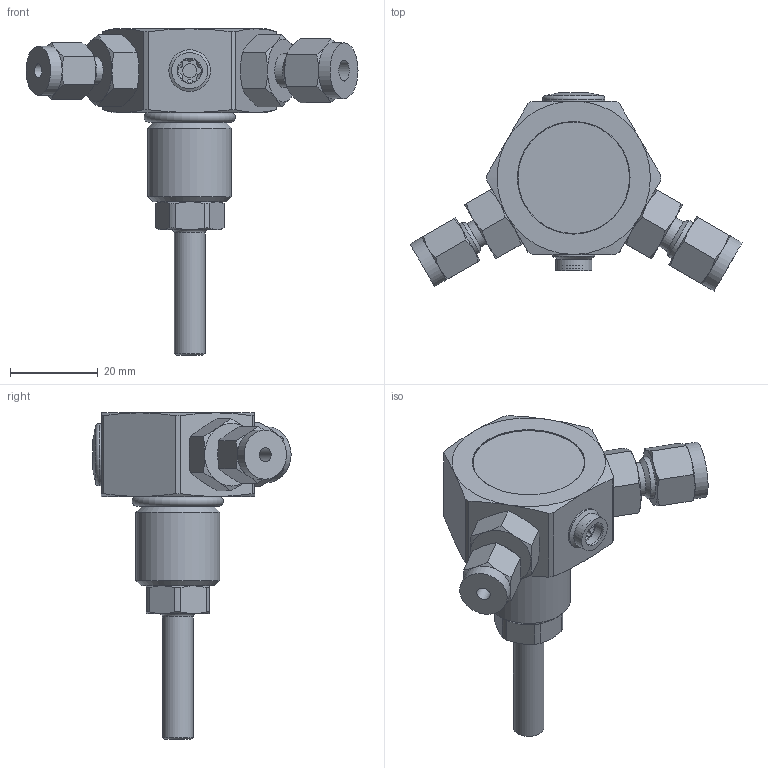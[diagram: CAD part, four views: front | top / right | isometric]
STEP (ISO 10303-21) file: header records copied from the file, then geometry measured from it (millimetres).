
FILE_DESCRIPTION(('STEP AP214'),'1');
FILE_NAME('00MAN-0022-00 (MH LPM-75 CFF-480 High Pressure Manifold).stp','2024-03-28T20:12:42',(' '),(' '),'Spatial InterOp 3D',' ',' ');
FILE_SCHEMA(('AUTOMOTIVE_DESIGN { 1 0 10303 214 1 1 1 1 }'));
Length unit declared in the file: inch
Products named in the file (17): 00MAN-0022-00 (MH LPM-75 CFF-480 High Pressure Manifold); 00MAN-0020-00$-2 (Low Profile Cylinder Manifold (LPM), SAE-8M + 3xSAE-4Fx120° + HPRD); 00HDW-0108-00 (SAE-4M x 1/8" Tube Adapter, Brass); 00HDW-0110-00 (SAE-4M x 3/16" Tube Adapter, Brass); Plug; 19035-0004-00 (SAE-4M Port Plug); #606; Burst Plug Holder Template, CG-4 Rupture-Disk type, Straight Vent) [Sherwood 6513-MF-xx]; Rupture Disk; Plastic Gasket Seal; CG-4 [Black] Color-Code Ring; Dip Tube; 00IPR-0208-00[=Ax] (Diptube, SAE-4 One Piece) [PLM IPR-0208-00]; 09001-3908-70 (O-ring, EPDM, 3-908 (SAE-8), E70); 5RGX0-0001-00[=A] (Label, Regulator, XCR, RGX Radial)
Assembly tree (16 placements, depth 3):
  00MAN-0022-00 (MH LPM-75 CFF-480 High Pressure Manifold)
    00MAN-0020-00$-2 (Low Profile Cylinder Manifold (LPM), SAE-8M + 3xSAE-4Fx120° + HPRD)
    00HDW-0108-00 (SAE-4M x 1/8" Tube Adapter, Brass)
    00HDW-0110-00 (SAE-4M x 3/16" Tube Adapter, Brass)
    Plug
      19035-0004-00 (SAE-4M Port Plug)
      (unnamed)
    #606
      Burst Plug Holder Template, CG-4 Rupture-Disk type, Straight Vent) [Sherwood 6513-MF-xx]
      Rupture Disk
      Plastic Gasket Seal
      CG-4 [Black] Color-Code Ring
    Dip Tube
      00IPR-0208-00[=Ax] (Diptube, SAE-4 One Piece) [PLM IPR-0208-00]
      (unnamed)
    09001-3908-70 (O-ring, EPDM, 3-908 (SAE-8), E70)
    5RGX0-0001-00[=A] (Label, Regulator, XCR, RGX Radial)
Bounding box: 75.59 x 45.12 x 74.3 mm (x, y, z)
Volume: 30896.7 mm3; surface area: 17002.7 mm2
Topology: 13 solids, 13 shells, 301 faces, 662 edges, 405 vertices
Faces by surface type: cone 120, plane 98, cylinder 69, torus 14
Full cylindrical faces by diameter (mm): 2.286 x2, 3.048 x1, 3.175 x3, 4 x1, 4.762 x1, 5.715 x1, 5.842 x1, 5.923 x1, 6.259 x1, 6.35 x1, 6.909 x2, 6.985 x2, 7.633 x1, 7.696 x2, 7.938 x1, 8.255 x1, 8.382 x1, 8.89 x1, 9.144 x2, 9.246 x1, 9.525 x3, 9.922 x1, 11.112 x7, 11.176 x1, 12.7 x1, 14.224 x1, 16.764 x1, 19.05 x1, 25.4 x1, 25.654 x1
Entity records: 10418 total; most frequent: CARTESIAN_POINT 1861, DIRECTION 1236, ORIENTED_EDGE 1074, AXIS2_PLACEMENT_3D 570, EDGE_CURVE 537, EDGE_LOOP 424, VERTEX_POINT 379, FACE_OUTER_BOUND 354
